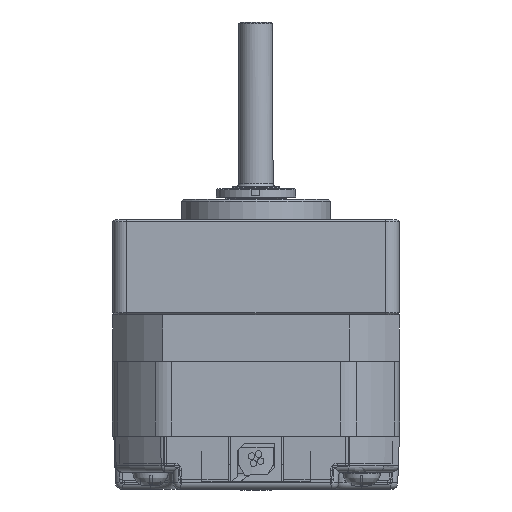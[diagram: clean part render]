
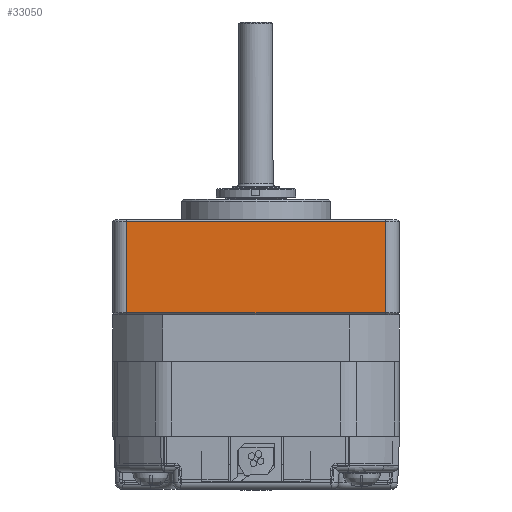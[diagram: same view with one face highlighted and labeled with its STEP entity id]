
A CAD part, front view. The second image highlights one B-rep face of the part: STEP entity #33050.
In plain terms, the highlighted planar face has unit normal (0, -1, 0).
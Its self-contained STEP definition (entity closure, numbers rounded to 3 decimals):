
#5237=FACE_OUTER_BOUND('',#7133,.T.);
#7133=EDGE_LOOP('',(#29326,#29327,#29328,#29329));
#9853=LINE('',#57887,#12475);
#9854=LINE('',#57889,#12476);
#9855=LINE('',#57891,#12477);
#9856=LINE('',#57892,#12478);
#12475=VECTOR('',#47131,13.4);
#12476=VECTOR('',#47132,38.);
#12477=VECTOR('',#47133,13.4);
#12478=VECTOR('',#47134,38.);
#15464=VERTEX_POINT('',#57885);
#15465=VERTEX_POINT('',#57886);
#15466=VERTEX_POINT('',#57888);
#15467=VERTEX_POINT('',#57890);
#20166=EDGE_CURVE('',#15464,#15465,#9853,.T.);
#20167=EDGE_CURVE('',#15465,#15466,#9854,.T.);
#20168=EDGE_CURVE('',#15466,#15467,#9855,.F.);
#20169=EDGE_CURVE('',#15467,#15464,#9856,.T.);
#29326=ORIENTED_EDGE('',*,*,#20166,.T.);
#29327=ORIENTED_EDGE('',*,*,#20167,.T.);
#29328=ORIENTED_EDGE('',*,*,#20168,.T.);
#29329=ORIENTED_EDGE('',*,*,#20169,.T.);
#31416=PLANE('',#37287);
#33050=ADVANCED_FACE('',(#5237),#31416,.F.);
#37287=AXIS2_PLACEMENT_3D('',#57884,#47129,#47130);
#47129=DIRECTION('center_axis',(0.,1.,0.));
#47130=DIRECTION('ref_axis',(0.,0.,1.));
#47131=DIRECTION('',(0.,0.,-1.));
#47132=DIRECTION('',(1.,0.,0.));
#47133=DIRECTION('',(0.,0.,-1.));
#47134=DIRECTION('',(-1.,0.,0.));
#57884=CARTESIAN_POINT('Origin',(-21.,-21.,14.));
#57885=CARTESIAN_POINT('',(-19.,-21.,13.7));
#57886=CARTESIAN_POINT('',(-19.,-21.,0.3));
#57887=CARTESIAN_POINT('',(-19.,-21.,13.7));
#57888=CARTESIAN_POINT('',(19.,-21.,0.3));
#57889=CARTESIAN_POINT('',(-19.,-21.,0.3));
#57890=CARTESIAN_POINT('',(19.,-21.,13.7));
#57891=CARTESIAN_POINT('',(19.,-21.,13.7));
#57892=CARTESIAN_POINT('',(19.,-21.,13.7));
